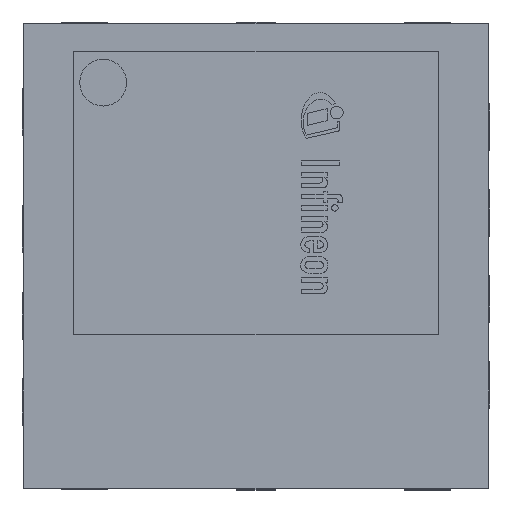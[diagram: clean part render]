
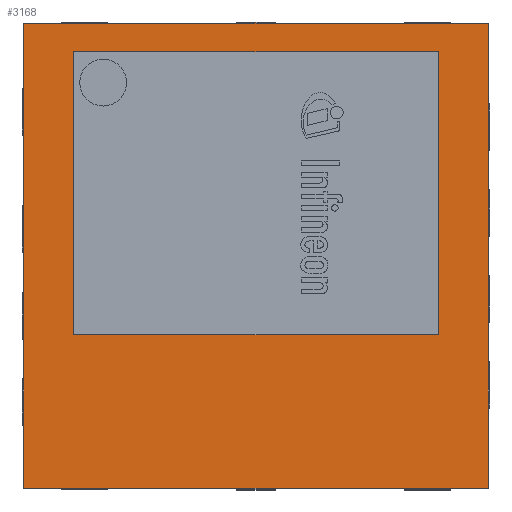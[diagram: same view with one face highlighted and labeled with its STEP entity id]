
A CAD part, top view. The second image highlights one B-rep face of the part: STEP entity #3168.
In plain terms, the highlighted planar face has unit normal (0, 0, 1).
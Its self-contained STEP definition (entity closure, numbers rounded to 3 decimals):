
#282=FACE_OUTER_BOUND('',#479,.T.);
#479=EDGE_LOOP('',(#2072,#2073,#2074,#2075));
#683=LINE('',#4345,#979);
#686=LINE('',#4350,#982);
#687=LINE('',#4353,#983);
#688=LINE('',#4354,#984);
#979=VECTOR('',#3610,1.);
#982=VECTOR('',#3615,1.);
#983=VECTOR('',#3618,1.);
#984=VECTOR('',#3619,1.);
#1274=VERTEX_POINT('',#4342);
#1275=VERTEX_POINT('',#4344);
#1276=VERTEX_POINT('',#4348);
#1277=VERTEX_POINT('',#4352);
#1591=EDGE_CURVE('',#1275,#1274,#683,.T.);
#1594=EDGE_CURVE('',#1274,#1276,#686,.T.);
#1595=EDGE_CURVE('',#1276,#1277,#687,.T.);
#1596=EDGE_CURVE('',#1277,#1275,#688,.T.);
#2072=ORIENTED_EDGE('',*,*,#1594,.T.);
#2073=ORIENTED_EDGE('',*,*,#1595,.T.);
#2074=ORIENTED_EDGE('',*,*,#1596,.T.);
#2075=ORIENTED_EDGE('',*,*,#1591,.T.);
#3011=PLANE('',#3385);
#3168=ADVANCED_FACE('',(#282),#3011,.T.);
#3385=AXIS2_PLACEMENT_3D('',#4351,#3616,#3617);
#3610=DIRECTION('',(1.,0.,0.));
#3615=DIRECTION('',(0.,1.,0.));
#3616=DIRECTION('center_axis',(0.,0.,1.));
#3617=DIRECTION('ref_axis',(0.,-1.,0.));
#3618=DIRECTION('',(-1.,0.,0.));
#3619=DIRECTION('',(0.,-1.,0.));
#4342=CARTESIAN_POINT('',(1.49,-1.49,0.982));
#4344=CARTESIAN_POINT('',(-1.49,-1.49,0.982));
#4345=CARTESIAN_POINT('',(0.002,-1.49,0.982));
#4348=CARTESIAN_POINT('',(1.49,1.49,0.982));
#4350=CARTESIAN_POINT('',(1.49,0.,0.982));
#4351=CARTESIAN_POINT('Origin',(0.,0.,0.982));
#4352=CARTESIAN_POINT('',(-1.49,1.49,0.982));
#4353=CARTESIAN_POINT('',(0.,1.49,0.982));
#4354=CARTESIAN_POINT('',(-1.49,-0.002,0.982));
